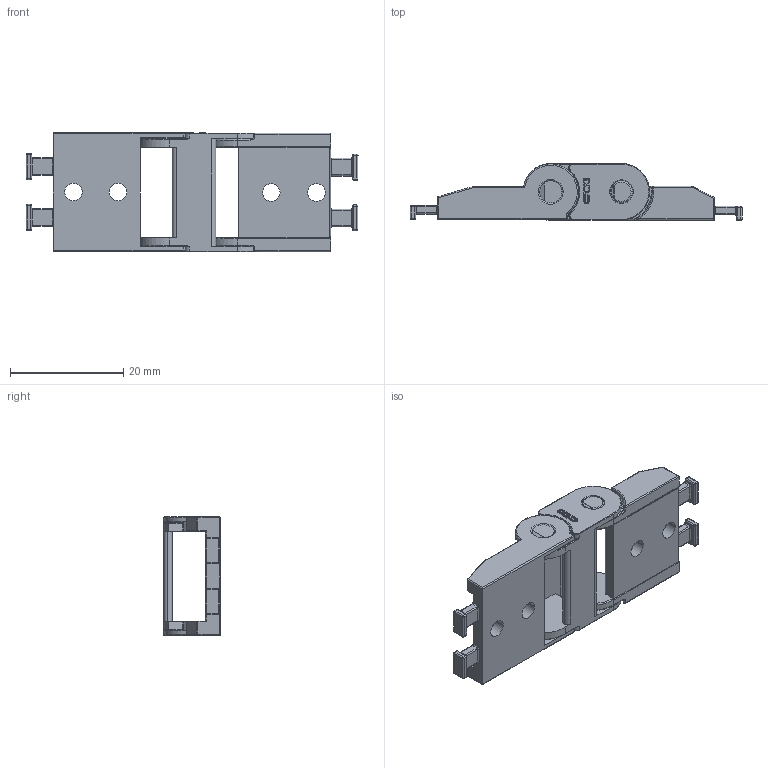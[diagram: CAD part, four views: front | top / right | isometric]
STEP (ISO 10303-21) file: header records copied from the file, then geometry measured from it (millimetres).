
FILE_DESCRIPTION (( 'STEP AP214' ), '1' );
FILE_NAME ('CK07-F016-R018.STEP', '2019-09-02T11:18:20', ( '' ), ( '' ), 'SwSTEP 2.0', 'SolidWorks 2017', '' );
FILE_SCHEMA (( 'AUTOMOTIVE_DESIGN' ));
Length unit declared in the file: millimetre
Products named in the file (1): CK07-F016-R018
Bounding box: 58.75 x 10.05 x 21.2 mm (x, y, z)
Volume: 3313.5 mm3; surface area: 4488.7 mm2
Topology: 3 solids, 3 shells, 607 faces, 1474 edges, 850 vertices
Faces by surface type: cylinder 258, plane 154, torus 100, sphere 48, bspline 39, cone 8
Entity records: 19138 total; most frequent: CARTESIAN_POINT 5019, DIRECTION 3128, ORIENTED_EDGE 2864, EDGE_CURVE 1432, AXIS2_PLACEMENT_3D 1239, VERTEX_POINT 850, CIRCLE 670, LINE 650
